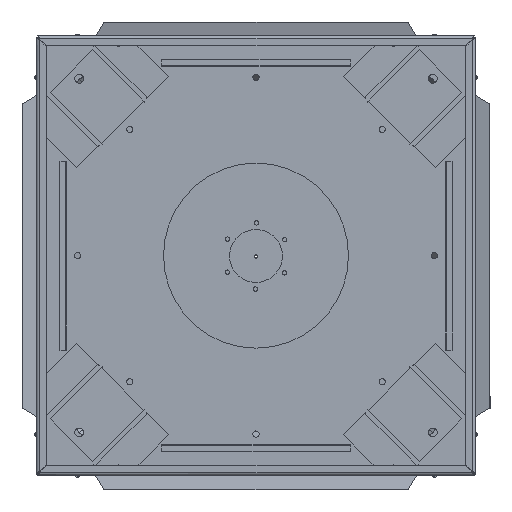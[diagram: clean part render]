
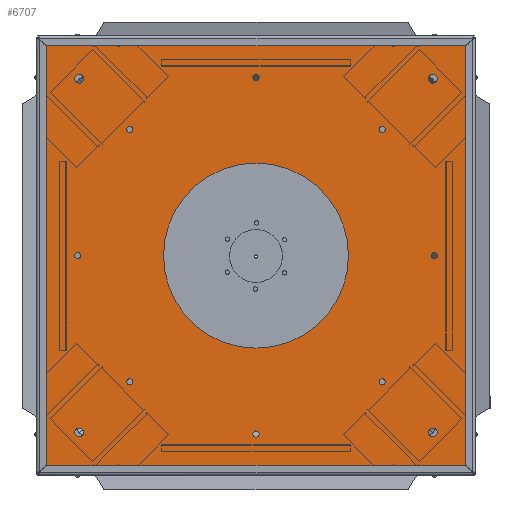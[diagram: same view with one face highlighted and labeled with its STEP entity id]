
A CAD part, top view. The second image highlights one B-rep face of the part: STEP entity #6707.
In plain terms, the highlighted planar face has unit normal (0, 0, 1).
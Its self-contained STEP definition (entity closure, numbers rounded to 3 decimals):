
#6707=ADVANCED_FACE('',(#36051,#36053,#36055,#36057,#36059,#36061,#36063,#36065,
#36067,#36069,#36071,#36073,#36075,#36077,#36079,#36081,#36083,#36085,#36087,#36089,
#36091,#36093),#36095,.T.);
#36051=FACE_BOUND('',#36052,.T.);
#36052=EDGE_LOOP('',(#61058,#61059,#61060,#61061));
#36053=FACE_BOUND('',#36054,.T.);
#36054=EDGE_LOOP('',(#61062));
#36055=FACE_BOUND('',#36056,.T.);
#36056=EDGE_LOOP('',(#61063));
#36057=FACE_BOUND('',#36058,.T.);
#36058=EDGE_LOOP('',(#61064));
#36059=FACE_BOUND('',#36060,.T.);
#36060=EDGE_LOOP('',(#61065));
#36061=FACE_BOUND('',#36062,.T.);
#36062=EDGE_LOOP('',(#61066));
#36063=FACE_BOUND('',#36064,.T.);
#36064=EDGE_LOOP('',(#61067));
#36065=FACE_BOUND('',#36066,.T.);
#36066=EDGE_LOOP('',(#61068));
#36067=FACE_BOUND('',#36068,.T.);
#36068=EDGE_LOOP('',(#61069));
#36069=FACE_BOUND('',#36070,.T.);
#36070=EDGE_LOOP('',(#61070));
#36071=FACE_BOUND('',#36072,.T.);
#36072=EDGE_LOOP('',(#61071));
#36073=FACE_BOUND('',#36074,.T.);
#36074=EDGE_LOOP('',(#61072));
#36075=FACE_BOUND('',#36076,.T.);
#36076=EDGE_LOOP('',(#61073));
#36077=FACE_BOUND('',#36078,.T.);
#36078=EDGE_LOOP('',(#61074));
#36079=FACE_BOUND('',#36080,.T.);
#36080=EDGE_LOOP('',(#61075));
#36081=FACE_BOUND('',#36082,.T.);
#36082=EDGE_LOOP('',(#61076));
#36083=FACE_BOUND('',#36084,.T.);
#36084=EDGE_LOOP('',(#61077));
#36085=FACE_BOUND('',#36086,.T.);
#36086=EDGE_LOOP('',(#61078));
#36087=FACE_BOUND('',#36088,.T.);
#36088=EDGE_LOOP('',(#61079));
#36089=FACE_BOUND('',#36090,.T.);
#36090=EDGE_LOOP('',(#61080));
#36091=FACE_BOUND('',#36092,.T.);
#36092=EDGE_LOOP('',(#61081));
#36093=FACE_BOUND('',#36094,.T.);
#36094=EDGE_LOOP('',(#61082));
#36095=PLANE('',#36096);
#36096=AXIS2_PLACEMENT_3D('',#36097,#36098,#36099);
#36097=CARTESIAN_POINT('',(0.,0.,2.));
#36098=DIRECTION('',(0.,0.,1.));
#36099=DIRECTION('',(1.,0.,0.));
#61058=ORIENTED_EDGE('',*,*,#75904,.T.);
#61059=ORIENTED_EDGE('',*,*,#75905,.T.);
#61060=ORIENTED_EDGE('',*,*,#75906,.T.);
#61061=ORIENTED_EDGE('',*,*,#75907,.T.);
#61062=ORIENTED_EDGE('',*,*,#75867,.T.);
#61063=ORIENTED_EDGE('',*,*,#75719,.T.);
#61064=ORIENTED_EDGE('',*,*,#75908,.T.);
#61065=ORIENTED_EDGE('',*,*,#75909,.T.);
#61066=ORIENTED_EDGE('',*,*,#75910,.T.);
#61067=ORIENTED_EDGE('',*,*,#75868,.T.);
#61068=ORIENTED_EDGE('',*,*,#75869,.T.);
#61069=ORIENTED_EDGE('',*,*,#75870,.T.);
#61070=ORIENTED_EDGE('',*,*,#75871,.T.);
#61071=ORIENTED_EDGE('',*,*,#75872,.T.);
#61072=ORIENTED_EDGE('',*,*,#75873,.T.);
#61073=ORIENTED_EDGE('',*,*,#75874,.T.);
#61074=ORIENTED_EDGE('',*,*,#75875,.T.);
#61075=ORIENTED_EDGE('',*,*,#75911,.T.);
#61076=ORIENTED_EDGE('',*,*,#75912,.T.);
#61077=ORIENTED_EDGE('',*,*,#75913,.T.);
#61078=ORIENTED_EDGE('',*,*,#75914,.T.);
#61079=ORIENTED_EDGE('',*,*,#75915,.T.);
#61080=ORIENTED_EDGE('',*,*,#75916,.T.);
#61081=ORIENTED_EDGE('',*,*,#75917,.T.);
#61082=ORIENTED_EDGE('',*,*,#75918,.T.);
#75719=EDGE_CURVE('',#84777,#84777,#84778,.F.);
#75867=EDGE_CURVE('',#85010,#85010,#85011,.F.);
#75868=EDGE_CURVE('',#85012,#85012,#85013,.F.);
#75869=EDGE_CURVE('',#85014,#85014,#85015,.F.);
#75870=EDGE_CURVE('',#85016,#85016,#85017,.F.);
#75871=EDGE_CURVE('',#85018,#85018,#85019,.F.);
#75872=EDGE_CURVE('',#85020,#85020,#85021,.F.);
#75873=EDGE_CURVE('',#85022,#85022,#85023,.F.);
#75874=EDGE_CURVE('',#85024,#85024,#85025,.F.);
#75875=EDGE_CURVE('',#85026,#85026,#85027,.F.);
#75904=EDGE_CURVE('',#85072,#85073,#85074,.T.);
#75905=EDGE_CURVE('',#85073,#85075,#85076,.T.);
#75906=EDGE_CURVE('',#85075,#85077,#85078,.T.);
#75907=EDGE_CURVE('',#85077,#85072,#85079,.T.);
#75908=EDGE_CURVE('',#85080,#85080,#85081,.F.);
#75909=EDGE_CURVE('',#85082,#85082,#85083,.F.);
#75910=EDGE_CURVE('',#85084,#85084,#85085,.F.);
#75911=EDGE_CURVE('',#85086,#85086,#85087,.F.);
#75912=EDGE_CURVE('',#85088,#85088,#85089,.F.);
#75913=EDGE_CURVE('',#85090,#85090,#85091,.F.);
#75914=EDGE_CURVE('',#85092,#85092,#85093,.F.);
#75915=EDGE_CURVE('',#85094,#85094,#85095,.F.);
#75916=EDGE_CURVE('',#85096,#85096,#85097,.F.);
#75917=EDGE_CURVE('',#85098,#85098,#85099,.F.);
#75918=EDGE_CURVE('',#85100,#85100,#85101,.F.);
#84777=VERTEX_POINT('',#101441);
#84778=CIRCLE('',#101442,6.65);
#85010=VERTEX_POINT('',#102001);
#85011=CIRCLE('',#102002,140.);
#85012=VERTEX_POINT('',#102006);
#85013=CIRCLE('',#102007,4.65);
#85014=VERTEX_POINT('',#102011);
#85015=CIRCLE('',#102012,4.65);
#85016=VERTEX_POINT('',#102016);
#85017=CIRCLE('',#102017,4.65);
#85018=VERTEX_POINT('',#102021);
#85019=CIRCLE('',#102022,4.65);
#85020=VERTEX_POINT('',#102026);
#85021=CIRCLE('',#102027,4.65);
#85022=VERTEX_POINT('',#102031);
#85023=CIRCLE('',#102032,4.65);
#85024=VERTEX_POINT('',#102036);
#85025=CIRCLE('',#102037,4.65);
#85026=VERTEX_POINT('',#102041);
#85027=CIRCLE('',#102042,4.65);
#85072=VERTEX_POINT('',#102154);
#85073=VERTEX_POINT('',#102155);
#85074=LINE('',#102156,#102157);
#85075=VERTEX_POINT('',#102159);
#85076=LINE('',#102160,#102161);
#85077=VERTEX_POINT('',#102163);
#85078=LINE('',#102164,#102165);
#85079=LINE('',#102167,#102168);
#85080=VERTEX_POINT('',#102170);
#85081=CIRCLE('',#102171,6.65);
#85082=VERTEX_POINT('',#102175);
#85083=CIRCLE('',#102176,6.65);
#85084=VERTEX_POINT('',#102180);
#85085=CIRCLE('',#102181,6.65);
#85086=VERTEX_POINT('',#102185);
#85087=CIRCLE('',#102186,4.25);
#85088=VERTEX_POINT('',#102190);
#85089=CIRCLE('',#102191,4.25);
#85090=VERTEX_POINT('',#102195);
#85091=CIRCLE('',#102196,4.25);
#85092=VERTEX_POINT('',#102200);
#85093=CIRCLE('',#102201,4.25);
#85094=VERTEX_POINT('',#102205);
#85095=CIRCLE('',#102206,4.25);
#85096=VERTEX_POINT('',#102210);
#85097=CIRCLE('',#102211,4.25);
#85098=VERTEX_POINT('',#102215);
#85099=CIRCLE('',#102216,4.25);
#85100=VERTEX_POINT('',#102220);
#85101=CIRCLE('',#102221,4.25);
#101441=CARTESIAN_POINT('',(-262.798,262.798,2.));
#101442=AXIS2_PLACEMENT_3D('',#101443,#101444,#101445);
#101443=CARTESIAN_POINT('',(-267.5,267.5,2.));
#101444=DIRECTION('',(0.,0.,1.));
#101445=DIRECTION('',(1.,0.,0.));
#102001=CARTESIAN_POINT('',(140.,0.,2.));
#102002=AXIS2_PLACEMENT_3D('',#102003,#102004,#102005);
#102003=CARTESIAN_POINT('',(0.,0.,2.));
#102004=DIRECTION('',(0.,0.,1.));
#102005=DIRECTION('',(1.,0.,0.));
#102006=CARTESIAN_POINT('',(-186.269,-190.919,2.));
#102007=AXIS2_PLACEMENT_3D('',#102008,#102009,#102010);
#102008=CARTESIAN_POINT('',(-190.919,-190.919,2.));
#102009=DIRECTION('',(0.,0.,1.));
#102010=DIRECTION('',(1.,0.,0.));
#102011=CARTESIAN_POINT('',(-186.269,190.919,2.));
#102012=AXIS2_PLACEMENT_3D('',#102013,#102014,#102015);
#102013=CARTESIAN_POINT('',(-190.919,190.919,2.));
#102014=DIRECTION('',(0.,0.,1.));
#102015=DIRECTION('',(1.,0.,0.));
#102016=CARTESIAN_POINT('',(195.569,190.919,2.));
#102017=AXIS2_PLACEMENT_3D('',#102018,#102019,#102020);
#102018=CARTESIAN_POINT('',(190.919,190.919,2.));
#102019=DIRECTION('',(0.,0.,1.));
#102020=DIRECTION('',(1.,0.,0.));
#102021=CARTESIAN_POINT('',(195.569,-190.919,2.));
#102022=AXIS2_PLACEMENT_3D('',#102023,#102024,#102025);
#102023=CARTESIAN_POINT('',(190.919,-190.919,2.));
#102024=DIRECTION('',(0.,0.,1.));
#102025=DIRECTION('',(1.,0.,0.));
#102026=CARTESIAN_POINT('',(4.65,270.,2.));
#102027=AXIS2_PLACEMENT_3D('',#102028,#102029,#102030);
#102028=CARTESIAN_POINT('',(0.,270.,2.));
#102029=DIRECTION('',(0.,0.,1.));
#102030=DIRECTION('',(1.,0.,0.));
#102031=CARTESIAN_POINT('',(274.65,0.,2.));
#102032=AXIS2_PLACEMENT_3D('',#102033,#102034,#102035);
#102033=CARTESIAN_POINT('',(270.,0.,2.));
#102034=DIRECTION('',(0.,0.,1.));
#102035=DIRECTION('',(1.,0.,0.));
#102036=CARTESIAN_POINT('',(4.65,-270.,2.));
#102037=AXIS2_PLACEMENT_3D('',#102038,#102039,#102040);
#102038=CARTESIAN_POINT('',(0.,-270.,2.));
#102039=DIRECTION('',(0.,0.,1.));
#102040=DIRECTION('',(1.,0.,0.));
#102041=CARTESIAN_POINT('',(-265.35,0.,2.));
#102042=AXIS2_PLACEMENT_3D('',#102043,#102044,#102045);
#102043=CARTESIAN_POINT('',(-270.,0.,2.));
#102044=DIRECTION('',(0.,0.,1.));
#102045=DIRECTION('',(1.,0.,0.));
#102154=CARTESIAN_POINT('',(327.9,-327.9,2.));
#102155=CARTESIAN_POINT('',(327.9,327.9,2.));
#102156=CARTESIAN_POINT('',(327.9,-327.9,2.));
#102157=VECTOR('',#102158,1.);
#102158=DIRECTION('',(0.,1.,0.));
#102159=CARTESIAN_POINT('',(-327.9,327.9,2.));
#102160=CARTESIAN_POINT('',(327.9,327.9,2.));
#102161=VECTOR('',#102162,1.);
#102162=DIRECTION('',(-1.,0.,0.));
#102163=CARTESIAN_POINT('',(-327.9,-327.9,2.));
#102164=CARTESIAN_POINT('',(-327.9,327.9,2.));
#102165=VECTOR('',#102166,1.);
#102166=DIRECTION('',(0.,-1.,0.));
#102167=CARTESIAN_POINT('',(-327.9,-327.9,2.));
#102168=VECTOR('',#102169,1.);
#102169=DIRECTION('',(1.,0.,0.));
#102170=CARTESIAN_POINT('',(262.798,262.798,2.));
#102171=AXIS2_PLACEMENT_3D('',#102172,#102173,#102174);
#102172=CARTESIAN_POINT('',(267.5,267.5,2.));
#102173=DIRECTION('',(0.,0.,1.));
#102174=DIRECTION('',(1.,0.,0.));
#102175=CARTESIAN_POINT('',(-262.798,-262.798,2.));
#102176=AXIS2_PLACEMENT_3D('',#102177,#102178,#102179);
#102177=CARTESIAN_POINT('',(-267.5,-267.5,2.));
#102178=DIRECTION('',(0.,0.,1.));
#102179=DIRECTION('',(1.,0.,0.));
#102180=CARTESIAN_POINT('',(262.798,-262.798,2.));
#102181=AXIS2_PLACEMENT_3D('',#102182,#102183,#102184);
#102182=CARTESIAN_POINT('',(267.5,-267.5,2.));
#102183=DIRECTION('',(0.,0.,1.));
#102184=DIRECTION('',(1.,0.,0.));
#102185=CARTESIAN_POINT('',(204.884,-318.021,2.));
#102186=AXIS2_PLACEMENT_3D('',#102187,#102188,#102189);
#102187=CARTESIAN_POINT('',(207.889,-321.026,2.));
#102188=DIRECTION('',(0.,0.,1.));
#102189=DIRECTION('',(1.,0.,0.));
#102190=CARTESIAN_POINT('',(318.021,-204.884,2.));
#102191=AXIS2_PLACEMENT_3D('',#102192,#102193,#102194);
#102192=CARTESIAN_POINT('',(321.026,-207.889,2.));
#102193=DIRECTION('',(0.,0.,1.));
#102194=DIRECTION('',(1.,0.,0.));
#102195=CARTESIAN_POINT('',(-204.884,318.021,2.));
#102196=AXIS2_PLACEMENT_3D('',#102197,#102198,#102199);
#102197=CARTESIAN_POINT('',(-207.889,321.026,2.));
#102198=DIRECTION('',(0.,0.,1.));
#102199=DIRECTION('',(1.,0.,0.));
#102200=CARTESIAN_POINT('',(-318.021,-204.884,2.));
#102201=AXIS2_PLACEMENT_3D('',#102202,#102203,#102204);
#102202=CARTESIAN_POINT('',(-321.026,-207.889,2.));
#102203=DIRECTION('',(0.,0.,1.));
#102204=DIRECTION('',(1.,0.,0.));
#102205=CARTESIAN_POINT('',(204.884,318.021,2.));
#102206=AXIS2_PLACEMENT_3D('',#102207,#102208,#102209);
#102207=CARTESIAN_POINT('',(207.889,321.026,2.));
#102208=DIRECTION('',(0.,0.,1.));
#102209=DIRECTION('',(1.,0.,0.));
#102210=CARTESIAN_POINT('',(318.021,204.884,2.));
#102211=AXIS2_PLACEMENT_3D('',#102212,#102213,#102214);
#102212=CARTESIAN_POINT('',(321.026,207.889,2.));
#102213=DIRECTION('',(0.,0.,1.));
#102214=DIRECTION('',(1.,0.,0.));
#102215=CARTESIAN_POINT('',(-204.884,-318.021,2.));
#102216=AXIS2_PLACEMENT_3D('',#102217,#102218,#102219);
#102217=CARTESIAN_POINT('',(-207.889,-321.026,2.));
#102218=DIRECTION('',(0.,0.,1.));
#102219=DIRECTION('',(1.,0.,0.));
#102220=CARTESIAN_POINT('',(-318.021,204.884,2.));
#102221=AXIS2_PLACEMENT_3D('',#102222,#102223,#102224);
#102222=CARTESIAN_POINT('',(-321.026,207.889,2.));
#102223=DIRECTION('',(0.,0.,1.));
#102224=DIRECTION('',(1.,0.,0.));
